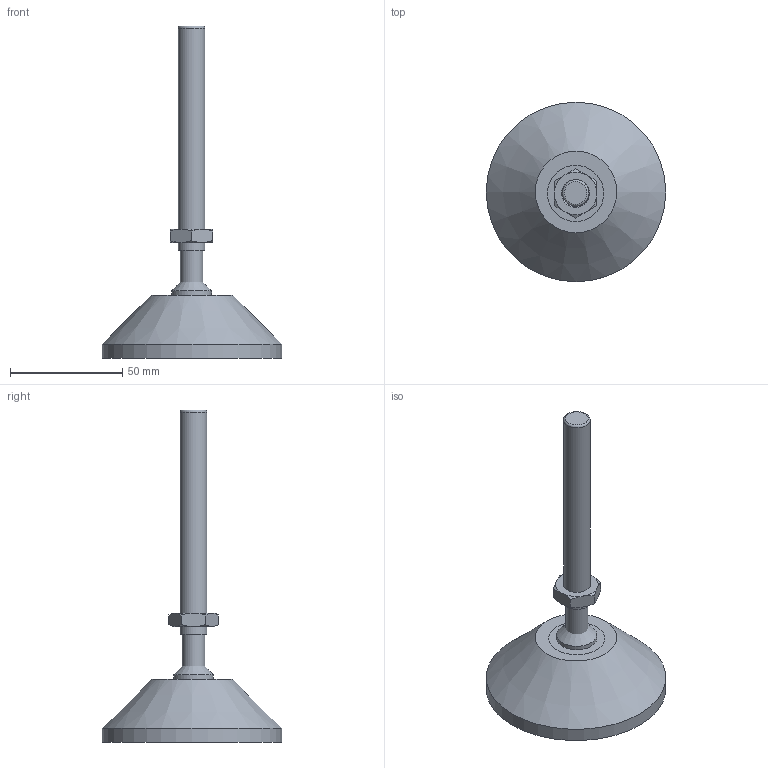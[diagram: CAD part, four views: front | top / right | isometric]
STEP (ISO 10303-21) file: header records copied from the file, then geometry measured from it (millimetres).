
FILE_DESCRIPTION(/* description */ (''),/* implementation_level */ '2;1');
FILE_NAME(/* name */ '30-M12D80-1.step',/* time_stamp */ '2022-07-06T14:23:59-04:00',/* author */ (''),/* organization */ (''),/* preprocessor_version */ 'ST-DEVELOPER v19',/* originating_system */ 'Autodesk Translation Framework v11.7.0.108',/* authorisation */ '');
FILE_SCHEMA (('AUTOMOTIVE_DESIGN { 1 0 10303 214 3 1 1 }'));
Length unit declared in the file: millimetre
Products named in the file (2): Working 7-6-22b; 90370A209_STEEL THIN HEX NUT
Assembly tree (1 placements, depth 2):
  Working 7-6-22b
    90370A209_STEEL THIN HEX NUT
Bounding box: 80 x 80 x 147.9 mm (x, y, z)
Volume: 151409.3 mm3; surface area: 27289.7 mm2
Topology: 4 solids, 4 shells, 46 faces, 92 edges, 56 vertices
Faces by surface type: cone 17, plane 16, cylinder 9, bspline 3, torus 1
Full cylindrical faces by diameter (mm): 10 x1, 11.834 x1, 12 x2, 17.788 x1, 60 x1, 80 x1
Entity records: 2162 total; most frequent: CARTESIAN_POINT 1224, ORIENTED_EDGE 184, DIRECTION 177, EDGE_CURVE 92, AXIS2_PLACEMENT_3D 79, VERTEX_POINT 56, EDGE_LOOP 50, FACE_OUTER_BOUND 46
